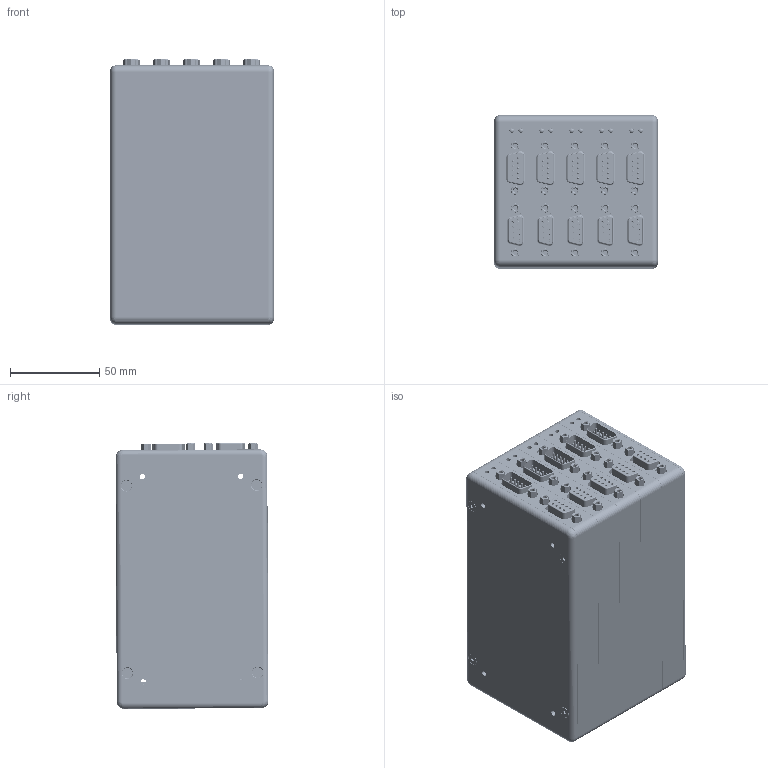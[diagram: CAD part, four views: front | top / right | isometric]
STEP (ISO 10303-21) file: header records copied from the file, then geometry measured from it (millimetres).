
FILE_DESCRIPTION (( 'STEP AP214' ), '1' );
FILE_NAME ('MMX-X00-05000.STEP', '2012-05-30T20:40:04', ( 'Engineer' ), ( 'Microsoft' ), 'SwSTEP 2.0', 'SolidWorks 2009', '' );
FILE_SCHEMA (( 'AUTOMOTIVE_DESIGN' ));
Length unit declared in the file: millimetre
Products named in the file (16): 410017-101-A MMC-100 Piezo Controller_Bottom Controller - Stack; 430222-A Module 2U Cover Female; 410017-101-A MMC-100 Piezo Controller_Intermediate Controllers - Stack; 410017-101-A MMC-100 Piezo Controller_Top Controller - Stack; 430220-B Module 2U, Housing Frame; 430221-B Module 2U Cover Male; CUI MD-80S_MD-80S; CUI-PJ-002B-SMT_PJ-002B-SMT; RJ-11 955012641; LED 2H - WP130WCP; USB mini; D-sub 9 -SMT; 110006-109 Connector D-sub Male SC; 130008 D-sub Standoff; Screw, SHCS-F, M-DIN_M3 x 0.5 x 08mm; MMX-X00-05000
Assembly tree (51 placements, depth 3):
  MMX-X00-05000
    410017-101-A MMC-100 Piezo Controller_Intermediate Controllers - Stack  x3
      D-sub 9 -SMT
      USB mini
      LED 2H - WP130WCP
      RJ-11 955012641
      130008 D-sub Standoff
      CUI-PJ-002B-SMT_PJ-002B-SMT
      CUI MD-80S_MD-80S
      430220-B Module 2U, Housing Frame
      110006-109 Connector D-sub Male SC
    410017-101-A MMC-100 Piezo Controller_Top Controller - Stack
      CUI-PJ-002B-SMT_PJ-002B-SMT
      130008 D-sub Standoff  x4
      CUI MD-80S_MD-80S
      430221-B Module 2U Cover Male
      430220-B Module 2U, Housing Frame
      110006-109 Connector D-sub Male SC
      Screw, SHCS-F, M-DIN_M3 x 0.5 x 08mm  x4
      D-sub 9 -SMT
      USB mini
      LED 2H - WP130WCP
      RJ-11 955012641
    410017-101-A MMC-100 Piezo Controller_Bottom Controller - Stack
      110006-109 Connector D-sub Male SC
      CUI MD-80S_MD-80S
      130008 D-sub Standoff  x4
      Screw, SHCS-F, M-DIN_M3 x 0.5 x 08mm  x4
      D-sub 9 -SMT
      430220-B Module 2U, Housing Frame
      USB mini
      CUI-PJ-002B-SMT_PJ-002B-SMT
      RJ-11 955012641
      LED 2H - WP130WCP
      430222-A Module 2U Cover Female
Bounding box: 91.6 x 85.66 x 148.86 mm (x, y, z)
Volume: 212574.1 mm3; surface area: 196116.5 mm2
Topology: 100 solids, 100 shells, 7949 faces, 20256 edges, 13060 vertices
Faces by surface type: plane 4420, cylinder 2392, cone 394, torus 368, bspline 345, sphere 30
Entity records: 61261 total; most frequent: CARTESIAN_POINT 13419, ORIENTED_EDGE 8312, DIRECTION 8255, EDGE_CURVE 4156, AXIS2_PLACEMENT_3D 2765, VECTOR 2725, LINE 2725, VERTEX_POINT 2681
